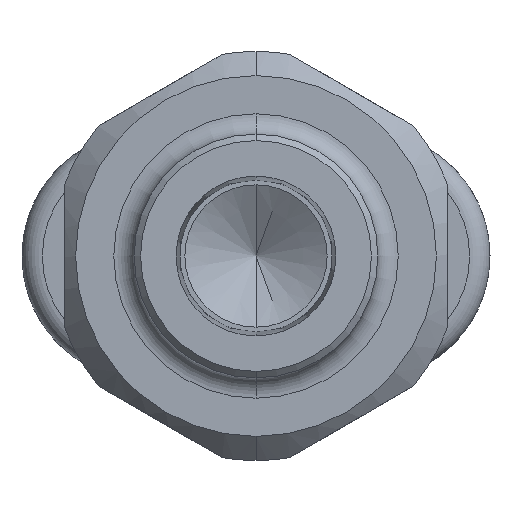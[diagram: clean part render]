
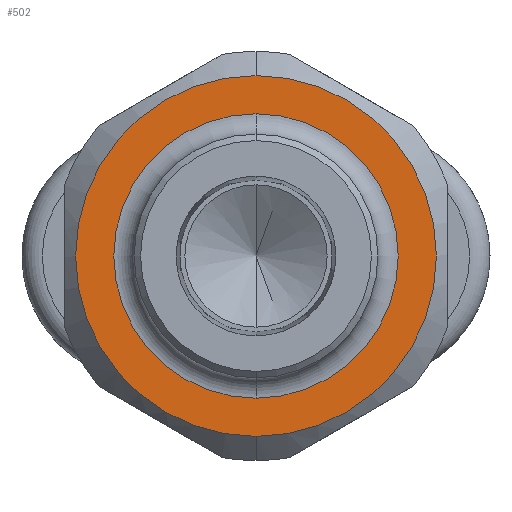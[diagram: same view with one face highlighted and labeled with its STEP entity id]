
A CAD part, front view. The second image highlights one B-rep face of the part: STEP entity #502.
In plain terms, the highlighted planar face has unit normal (0, -1, 0).
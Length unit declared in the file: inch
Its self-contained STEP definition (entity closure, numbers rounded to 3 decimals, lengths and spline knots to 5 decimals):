
#161 = CARTESIAN_POINT ( 'NONE',  ( 0., 0.445, 0.555 ) ) ;
#169 = CARTESIAN_POINT ( 'NONE',  ( 0., 0.445, -0.4375 ) ) ;
#263 = AXIS2_PLACEMENT_3D ( 'NONE', #1385, #629, #1966 ) ;
#400 = EDGE_LOOP ( 'NONE', ( #750, #1212 ) ) ;
#421 = DIRECTION ( 'NONE',  ( 0., 1., 0. ) ) ;
#425 = DIRECTION ( 'NONE',  ( 0., 0., 1. ) ) ;
#458 = CIRCLE ( 'NONE', #263, 0.4375 ) ;
#502 = ADVANCED_FACE ( 'NONE', ( #1549, #2079 ), #614, .F. ) ;
#544 = AXIS2_PLACEMENT_3D ( 'NONE', #1924, #1520, #425 ) ;
#603 = DIRECTION ( 'NONE',  ( 0., 0., 1. ) ) ;
#614 = PLANE ( 'NONE',  #630 ) ;
#629 = DIRECTION ( 'NONE',  ( 0., 1., 0. ) ) ;
#630 = AXIS2_PLACEMENT_3D ( 'NONE', #813, #951, #603 ) ;
#677 = AXIS2_PLACEMENT_3D ( 'NONE', #1023, #421, #1781 ) ;
#750 = ORIENTED_EDGE ( 'NONE', *, *, #1302, .T. ) ;
#772 = ORIENTED_EDGE ( 'NONE', *, *, #2077, .F. ) ;
#784 = CARTESIAN_POINT ( 'NONE',  ( 0., 0.445, -0.555 ) ) ;
#813 = CARTESIAN_POINT ( 'NONE',  ( 0., 0.445, 0. ) ) ;
#819 = EDGE_CURVE ( 'NONE', #1243, #1617, #1178, .T. ) ;
#910 = EDGE_LOOP ( 'NONE', ( #772, #1990 ) ) ;
#943 = DIRECTION ( 'NONE',  ( 0., 0., 1. ) ) ;
#951 = DIRECTION ( 'NONE',  ( 0., 1., 0. ) ) ;
#1023 = CARTESIAN_POINT ( 'NONE',  ( 0., 0.445, 0. ) ) ;
#1024 = CIRCLE ( 'NONE', #1657, 0.555 ) ;
#1115 = CARTESIAN_POINT ( 'NONE',  ( 0., 0.445, 0. ) ) ;
#1178 = CIRCLE ( 'NONE', #544, 0.555 ) ;
#1212 = ORIENTED_EDGE ( 'NONE', *, *, #2233, .T. ) ;
#1243 = VERTEX_POINT ( 'NONE', #784 ) ;
#1301 = CARTESIAN_POINT ( 'NONE',  ( 0., 0.445, 0.4375 ) ) ;
#1302 = EDGE_CURVE ( 'NONE', #1713, #1688, #1311, .T. ) ;
#1311 = CIRCLE ( 'NONE', #677, 0.4375 ) ;
#1385 = CARTESIAN_POINT ( 'NONE',  ( 0., 0.445, 0. ) ) ;
#1502 = DIRECTION ( 'NONE',  ( 0., 1., 0. ) ) ;
#1520 = DIRECTION ( 'NONE',  ( 0., 1., 0. ) ) ;
#1549 = FACE_OUTER_BOUND ( 'NONE', #910, .T. ) ;
#1617 = VERTEX_POINT ( 'NONE', #161 ) ;
#1657 = AXIS2_PLACEMENT_3D ( 'NONE', #1115, #1502, #943 ) ;
#1688 = VERTEX_POINT ( 'NONE', #169 ) ;
#1713 = VERTEX_POINT ( 'NONE', #1301 ) ;
#1781 = DIRECTION ( 'NONE',  ( 0., 0., 1. ) ) ;
#1924 = CARTESIAN_POINT ( 'NONE',  ( 0., 0.445, 0. ) ) ;
#1966 = DIRECTION ( 'NONE',  ( 0., 0., 1. ) ) ;
#1990 = ORIENTED_EDGE ( 'NONE', *, *, #819, .F. ) ;
#2077 = EDGE_CURVE ( 'NONE', #1617, #1243, #1024, .T. ) ;
#2079 = FACE_BOUND ( 'NONE', #400, .T. ) ;
#2233 = EDGE_CURVE ( 'NONE', #1688, #1713, #458, .T. ) ;
